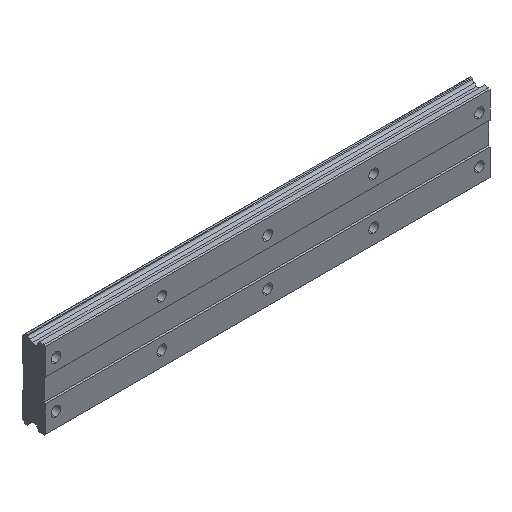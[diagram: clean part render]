
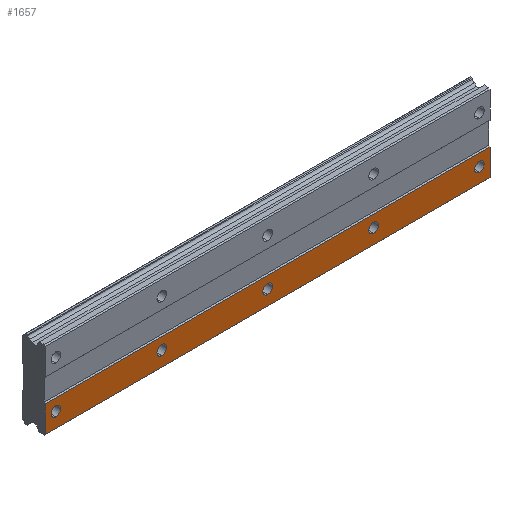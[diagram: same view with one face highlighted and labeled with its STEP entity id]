
A CAD part, isometric view. The second image highlights one B-rep face of the part: STEP entity #1657.
In plain terms, the highlighted planar face has unit normal (0, -1, 0).
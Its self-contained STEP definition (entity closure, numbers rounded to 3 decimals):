
#5 = DIRECTION ( 'NONE',  ( 0., 0., -1. ) ) ;
#17 = AXIS2_PLACEMENT_3D ( 'NONE', #360, #390, #543 ) ;
#38 = ORIENTED_EDGE ( 'NONE', *, *, #2013, .F. ) ;
#42 = CARTESIAN_POINT ( 'NONE',  ( 205., 0., -5.5 ) ) ;
#43 = VERTEX_POINT ( 'NONE', #42 ) ;
#109 = CIRCLE ( 'NONE', #936, 2.25 ) ;
#122 = DIRECTION ( 'NONE',  ( 0., 0., 1. ) ) ;
#123 = ORIENTED_EDGE ( 'NONE', *, *, #526, .F. ) ;
#147 = AXIS2_PLACEMENT_3D ( 'NONE', #1166, #2572, #122 ) ;
#192 = CIRCLE ( 'NONE', #366, 2.25 ) ;
#206 = EDGE_CURVE ( 'NONE', #2607, #928, #1243, .T. ) ;
#234 = AXIS2_PLACEMENT_3D ( 'NONE', #1457, #1469, #2097 ) ;
#273 = EDGE_CURVE ( 'NONE', #598, #2222, #1409, .T. ) ;
#360 = CARTESIAN_POINT ( 'NONE',  ( 0., 0., -11. ) ) ;
#366 = AXIS2_PLACEMENT_3D ( 'NONE', #1394, #1805, #771 ) ;
#382 = LINE ( 'NONE', #779, #907 ) ;
#386 = VECTOR ( 'NONE', #5, 1000. ) ;
#390 = DIRECTION ( 'NONE',  ( 0., -1., 0. ) ) ;
#404 = DIRECTION ( 'NONE',  ( 0., 0., 1. ) ) ;
#420 = CARTESIAN_POINT ( 'NONE',  ( 50., 0., -11. ) ) ;
#424 = CARTESIAN_POINT ( 'NONE',  ( 200., 0., -13.25 ) ) ;
#447 = DIRECTION ( 'NONE',  ( 0., -1., 0. ) ) ;
#464 = ORIENTED_EDGE ( 'NONE', *, *, #1626, .F. ) ;
#516 = FACE_BOUND ( 'NONE', #1908, .T. ) ;
#526 = EDGE_CURVE ( 'NONE', #2228, #549, #192, .T. ) ;
#535 = EDGE_CURVE ( 'NONE', #2222, #598, #109, .T. ) ;
#543 = DIRECTION ( 'NONE',  ( 0., 0., 1. ) ) ;
#545 = AXIS2_PLACEMENT_3D ( 'NONE', #687, #2706, #2119 ) ;
#549 = VERTEX_POINT ( 'NONE', #1602 ) ;
#573 = VERTEX_POINT ( 'NONE', #1615 ) ;
#598 = VERTEX_POINT ( 'NONE', #2225 ) ;
#603 = EDGE_CURVE ( 'NONE', #549, #2228, #2541, .T. ) ;
#657 = EDGE_LOOP ( 'NONE', ( #1005, #1239, #816, #1272 ) ) ;
#687 = CARTESIAN_POINT ( 'NONE',  ( 100., 0., -11. ) ) ;
#714 = EDGE_LOOP ( 'NONE', ( #1237, #1878 ) ) ;
#721 = FACE_BOUND ( 'NONE', #714, .T. ) ;
#757 = CIRCLE ( 'NONE', #1893, 2.25 ) ;
#771 = DIRECTION ( 'NONE',  ( 0., 0., 1. ) ) ;
#779 = CARTESIAN_POINT ( 'NONE',  ( 205., 0., -18. ) ) ;
#786 = EDGE_LOOP ( 'NONE', ( #123, #1839 ) ) ;
#806 = EDGE_CURVE ( 'NONE', #928, #2607, #2629, .T. ) ;
#811 = DIRECTION ( 'NONE',  ( 0., 0., 1. ) ) ;
#816 = ORIENTED_EDGE ( 'NONE', *, *, #1533, .F. ) ;
#850 = CARTESIAN_POINT ( 'NONE',  ( 205., 0., 18.34 ) ) ;
#859 = CARTESIAN_POINT ( 'NONE',  ( -5., 0., -5.5 ) ) ;
#907 = VECTOR ( 'NONE', #2234, 1000. ) ;
#920 = DIRECTION ( 'NONE',  ( 0., -1., 0. ) ) ;
#928 = VERTEX_POINT ( 'NONE', #2213 ) ;
#935 = VECTOR ( 'NONE', #2318, 1000. ) ;
#936 = AXIS2_PLACEMENT_3D ( 'NONE', #1777, #2050, #2652 ) ;
#1005 = ORIENTED_EDGE ( 'NONE', *, *, #2436, .F. ) ;
#1032 = DIRECTION ( 'NONE',  ( 0., -1., 0. ) ) ;
#1075 = DIRECTION ( 'NONE',  ( 0., -1., 0. ) ) ;
#1112 = EDGE_CURVE ( 'NONE', #1505, #1681, #2358, .T. ) ;
#1119 = ORIENTED_EDGE ( 'NONE', *, *, #206, .F. ) ;
#1153 = ORIENTED_EDGE ( 'NONE', *, *, #273, .F. ) ;
#1164 = FACE_BOUND ( 'NONE', #2633, .T. ) ;
#1166 = CARTESIAN_POINT ( 'NONE',  ( 150., 0., -11. ) ) ;
#1237 = ORIENTED_EDGE ( 'NONE', *, *, #2170, .F. ) ;
#1239 = ORIENTED_EDGE ( 'NONE', *, *, #2203, .F. ) ;
#1243 = CIRCLE ( 'NONE', #147, 2.25 ) ;
#1251 = CARTESIAN_POINT ( 'NONE',  ( -5., 0., 18.34 ) ) ;
#1272 = ORIENTED_EDGE ( 'NONE', *, *, #2640, .T. ) ;
#1357 = CARTESIAN_POINT ( 'NONE',  ( 205., 0., -5.5 ) ) ;
#1394 = CARTESIAN_POINT ( 'NONE',  ( 0., 0., -11. ) ) ;
#1402 = VECTOR ( 'NONE', #2515, 1000. ) ;
#1409 = CIRCLE ( 'NONE', #1669, 2.25 ) ;
#1433 = CARTESIAN_POINT ( 'NONE',  ( 200., 0., -11. ) ) ;
#1457 = CARTESIAN_POINT ( 'NONE',  ( 200., 0., -11. ) ) ;
#1462 = LINE ( 'NONE', #850, #935 ) ;
#1469 = DIRECTION ( 'NONE',  ( 0., -1., 0. ) ) ;
#1477 = CARTESIAN_POINT ( 'NONE',  ( 50., 0., -8.75 ) ) ;
#1503 = LINE ( 'NONE', #1251, #386 ) ;
#1505 = VERTEX_POINT ( 'NONE', #2010 ) ;
#1533 = EDGE_CURVE ( 'NONE', #2553, #43, #1689, .T. ) ;
#1549 = FACE_BOUND ( 'NONE', #2518, .T. ) ;
#1573 = PLANE ( 'NONE',  #1753 ) ;
#1602 = CARTESIAN_POINT ( 'NONE',  ( 0., 0., -13.25 ) ) ;
#1615 = CARTESIAN_POINT ( 'NONE',  ( 200., 0., -8.75 ) ) ;
#1626 = EDGE_CURVE ( 'NONE', #2670, #573, #2276, .T. ) ;
#1657 = ADVANCED_FACE ( 'NONE', ( #2585, #1934, #1164, #516, #721, #1549 ), #1573, .F. ) ;
#1669 = AXIS2_PLACEMENT_3D ( 'NONE', #420, #447, #404 ) ;
#1681 = VERTEX_POINT ( 'NONE', #1970 ) ;
#1689 = LINE ( 'NONE', #2547, #1402 ) ;
#1753 = AXIS2_PLACEMENT_3D ( 'NONE', #1357, #2188, #2165 ) ;
#1777 = CARTESIAN_POINT ( 'NONE',  ( 50., 0., -11. ) ) ;
#1805 = DIRECTION ( 'NONE',  ( 0., -1., 0. ) ) ;
#1839 = ORIENTED_EDGE ( 'NONE', *, *, #603, .F. ) ;
#1845 = CIRCLE ( 'NONE', #545, 2.25 ) ;
#1878 = ORIENTED_EDGE ( 'NONE', *, *, #1112, .F. ) ;
#1881 = AXIS2_PLACEMENT_3D ( 'NONE', #2346, #920, #2378 ) ;
#1893 = AXIS2_PLACEMENT_3D ( 'NONE', #1433, #1032, #2061 ) ;
#1908 = EDGE_LOOP ( 'NONE', ( #2475, #1119 ) ) ;
#1934 = FACE_BOUND ( 'NONE', #786, .T. ) ;
#1970 = CARTESIAN_POINT ( 'NONE',  ( 100., 0., -8.75 ) ) ;
#1991 = CARTESIAN_POINT ( 'NONE',  ( -5., 0., -18. ) ) ;
#2010 = CARTESIAN_POINT ( 'NONE',  ( 100., 0., -13.25 ) ) ;
#2013 = EDGE_CURVE ( 'NONE', #573, #2670, #757, .T. ) ;
#2050 = DIRECTION ( 'NONE',  ( 0., -1., 0. ) ) ;
#2061 = DIRECTION ( 'NONE',  ( 0., 0., 1. ) ) ;
#2073 = ORIENTED_EDGE ( 'NONE', *, *, #535, .F. ) ;
#2097 = DIRECTION ( 'NONE',  ( 0., 0., 1. ) ) ;
#2101 = AXIS2_PLACEMENT_3D ( 'NONE', #2254, #1075, #811 ) ;
#2119 = DIRECTION ( 'NONE',  ( 0., 0., 1. ) ) ;
#2165 = DIRECTION ( 'NONE',  ( 0., 0., 1. ) ) ;
#2170 = EDGE_CURVE ( 'NONE', #1681, #1505, #1845, .T. ) ;
#2188 = DIRECTION ( 'NONE',  ( 0., 1., 0. ) ) ;
#2203 = EDGE_CURVE ( 'NONE', #43, #2420, #1462, .T. ) ;
#2213 = CARTESIAN_POINT ( 'NONE',  ( 150., 0., -8.75 ) ) ;
#2222 = VERTEX_POINT ( 'NONE', #1477 ) ;
#2225 = CARTESIAN_POINT ( 'NONE',  ( 50., 0., -13.25 ) ) ;
#2228 = VERTEX_POINT ( 'NONE', #2304 ) ;
#2234 = DIRECTION ( 'NONE',  ( -1., 0., 0. ) ) ;
#2254 = CARTESIAN_POINT ( 'NONE',  ( 100., 0., -11. ) ) ;
#2276 = CIRCLE ( 'NONE', #234, 2.25 ) ;
#2301 = CARTESIAN_POINT ( 'NONE',  ( 150., 0., -13.25 ) ) ;
#2304 = CARTESIAN_POINT ( 'NONE',  ( 0., 0., -8.75 ) ) ;
#2318 = DIRECTION ( 'NONE',  ( 0., 0., -1. ) ) ;
#2343 = VERTEX_POINT ( 'NONE', #1991 ) ;
#2346 = CARTESIAN_POINT ( 'NONE',  ( 150., 0., -11. ) ) ;
#2358 = CIRCLE ( 'NONE', #2101, 2.25 ) ;
#2378 = DIRECTION ( 'NONE',  ( 0., 0., 1. ) ) ;
#2420 = VERTEX_POINT ( 'NONE', #2676 ) ;
#2436 = EDGE_CURVE ( 'NONE', #2420, #2343, #382, .T. ) ;
#2475 = ORIENTED_EDGE ( 'NONE', *, *, #806, .F. ) ;
#2515 = DIRECTION ( 'NONE',  ( 1., 0., 0. ) ) ;
#2518 = EDGE_LOOP ( 'NONE', ( #2073, #1153 ) ) ;
#2541 = CIRCLE ( 'NONE', #17, 2.25 ) ;
#2547 = CARTESIAN_POINT ( 'NONE',  ( 205., 0., -5.5 ) ) ;
#2553 = VERTEX_POINT ( 'NONE', #859 ) ;
#2572 = DIRECTION ( 'NONE',  ( 0., -1., 0. ) ) ;
#2585 = FACE_OUTER_BOUND ( 'NONE', #657, .T. ) ;
#2607 = VERTEX_POINT ( 'NONE', #2301 ) ;
#2629 = CIRCLE ( 'NONE', #1881, 2.25 ) ;
#2633 = EDGE_LOOP ( 'NONE', ( #38, #464 ) ) ;
#2640 = EDGE_CURVE ( 'NONE', #2553, #2343, #1503, .T. ) ;
#2652 = DIRECTION ( 'NONE',  ( 0., 0., 1. ) ) ;
#2670 = VERTEX_POINT ( 'NONE', #424 ) ;
#2676 = CARTESIAN_POINT ( 'NONE',  ( 205., 0., -18. ) ) ;
#2706 = DIRECTION ( 'NONE',  ( 0., -1., 0. ) ) ;
